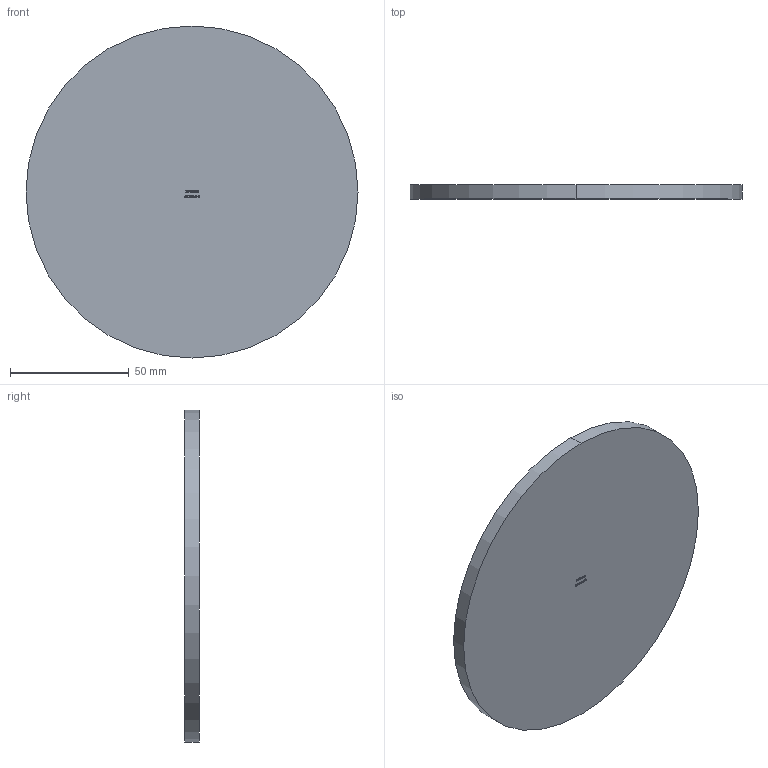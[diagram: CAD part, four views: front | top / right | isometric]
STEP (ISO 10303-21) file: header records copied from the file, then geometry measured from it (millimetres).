
FILE_DESCRIPTION (( 'STEP AP203' ), '1' );
FILE_NAME ('53140-240-R.step', '2020-10-16T11:30:36', ( '' ), ( '' ), 'SwSTEP 2.0', 'SolidWorks 2018', '' );
FILE_SCHEMA (( 'CONFIG_CONTROL_DESIGN' ));
Length unit declared in the file: millimetre
Products named in the file (2): 53140-240-R
Bounding box: 140 x 6 x 140 mm (x, y, z)
Volume: 92362.6 mm3; surface area: 33432.7 mm2
Topology: 1 solids, 1 shells, 250 faces, 663 edges, 442 vertices
Faces by surface type: plane 149, bspline 99, cylinder 2
Entity records: 13320 total; most frequent: CARTESIAN_POINT 7624, ORIENTED_EDGE 1326, DIRECTION 775, EDGE_CURVE 663, LINE 461, VECTOR 461, VERTEX_POINT 442, EDGE_LOOP 277
